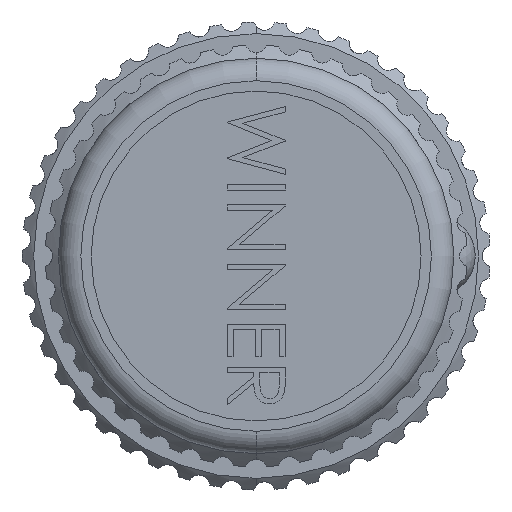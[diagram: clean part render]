
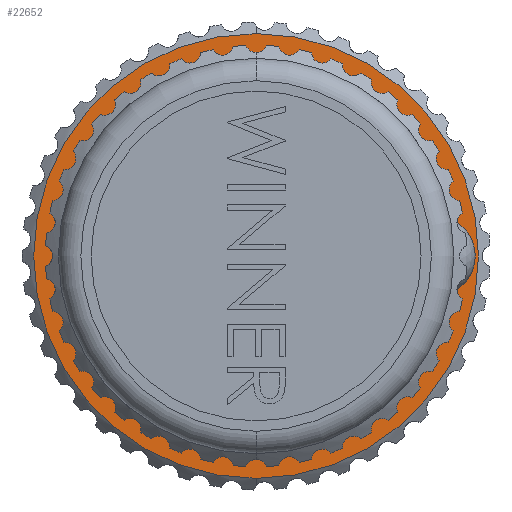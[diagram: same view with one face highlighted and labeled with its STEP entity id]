
A CAD part, left-side view. The second image highlights one B-rep face of the part: STEP entity #22652.
In plain terms, the highlighted planar face has unit normal (-1, 0, 0).
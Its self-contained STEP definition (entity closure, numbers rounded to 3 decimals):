
#847 = CARTESIAN_POINT ( 'NONE',  ( -7.9, -3.071, -3.319 ) ) ;
#928 = VERTEX_POINT ( 'NONE', #17056 ) ;
#1363 = CARTESIAN_POINT ( 'NONE',  ( -7.9, -0.54, -4.66 ) ) ;
#2161 = CIRCLE ( 'NONE', #26428, 4.7 ) ;
#2811 = CARTESIAN_POINT ( 'NONE',  ( -7.9, 1.058, 4.09 ) ) ;
#3105 = CARTESIAN_POINT ( 'NONE',  ( -7.9, -0.061, 4.185 ) ) ;
#3115 = ORIENTED_EDGE ( 'NONE', *, *, #6608, .T. ) ;
#3451 = CARTESIAN_POINT ( 'NONE',  ( -7.9, 2.557, 3.502 ) ) ;
#3549 = CARTESIAN_POINT ( 'NONE',  ( -7.9, 2.274, 3.67 ) ) ;
#3634 = VERTEX_POINT ( 'NONE', #5671 ) ;
#3648 = ORIENTED_EDGE ( 'NONE', *, *, #15220, .T. ) ;
#4530 = EDGE_LOOP ( 'NONE', ( #29716, #3115, #4946, #3648 ) ) ;
#4685 = CIRCLE ( 'NONE', #27385, 15.3 ) ;
#4946 = ORIENTED_EDGE ( 'NONE', *, *, #13356, .T. ) ;
#5026 = CARTESIAN_POINT ( 'NONE',  ( -7.9, -2.332, -3.939 ) ) ;
#5132 = CARTESIAN_POINT ( 'NONE',  ( -7.9, -3.245, 2.617 ) ) ;
#5230 = CARTESIAN_POINT ( 'NONE',  ( -7.9, -4.056, 1.152 ) ) ;
#5671 = CARTESIAN_POINT ( 'NONE',  ( -7.9, -0.216, -4.695 ) ) ;
#5720 = PLANE ( 'NONE',  #28713 ) ;
#5814 = DIRECTION ( 'NONE',  ( -1., 0., 0. ) ) ;
#5886 = CARTESIAN_POINT ( 'NONE',  ( -7.9, 1.058, 4.09 ) ) ;
#5983 = AXIS2_PLACEMENT_3D ( 'NONE', #24898, #11067, #29557 ) ;
#5987 = CARTESIAN_POINT ( 'NONE',  ( -7.9, 4.489, -1.295 ) ) ;
#6567 = CARTESIAN_POINT ( 'NONE',  ( -7.9, 0., 0. ) ) ;
#6608 = EDGE_CURVE ( 'NONE', #20218, #19652, #15038, .T. ) ;
#7357 = CARTESIAN_POINT ( 'NONE',  ( -7.9, -1.767, -4.262 ) ) ;
#7833 = ORIENTED_EDGE ( 'NONE', *, *, #12114, .T. ) ;
#7852 = CARTESIAN_POINT ( 'NONE',  ( -7.9, 0.499, 4.175 ) ) ;
#8140 = CARTESIAN_POINT ( 'NONE',  ( -7.9, 0., -5.05 ) ) ;
#8365 = EDGE_CURVE ( 'NONE', #928, #12846, #4685, .T. ) ;
#9501 = CARTESIAN_POINT ( 'NONE',  ( -7.9, -4.132, 0.881 ) ) ;
#9797 = CARTESIAN_POINT ( 'NONE',  ( -7.9, -1.693, 3.8 ) ) ;
#9895 = CARTESIAN_POINT ( 'NONE',  ( -7.9, -0.343, 4.165 ) ) ;
#9984 = CARTESIAN_POINT ( 'NONE',  ( -7.9, -4.161, -1.357 ) ) ;
#10351 = CARTESIAN_POINT ( 'NONE',  ( -7.9, 4.603, -0.329 ) ) ;
#10452 = CARTESIAN_POINT ( 'NONE',  ( -7.9, 4.293, -1.913 ) ) ;
#10551 = CARTESIAN_POINT ( 'NONE',  ( -7.9, 4.569, 0.316 ) ) ;
#10589 = DIRECTION ( 'NONE',  ( -1., 0., 0. ) ) ;
#11067 = DIRECTION ( 'NONE',  ( -1., 0., 0. ) ) ;
#11135 = DIRECTION ( 'NONE',  ( 0., 0., -1. ) ) ;
#11503 = ORIENTED_EDGE ( 'NONE', *, *, #8365, .T. ) ;
#11943 = CARTESIAN_POINT ( 'NONE',  ( -7.9, 4.293, -1.913 ) ) ;
#12023 = CARTESIAN_POINT ( 'NONE',  ( -7.9, -1.947, 3.675 ) ) ;
#12114 = EDGE_CURVE ( 'NONE', #12846, #928, #20317, .T. ) ;
#12164 = CARTESIAN_POINT ( 'NONE',  ( -7.9, 0., 15.3 ) ) ;
#12590 = CARTESIAN_POINT ( 'NONE',  ( -7.9, 1.058, 4.09 ) ) ;
#12700 = CARTESIAN_POINT ( 'NONE',  ( -7.9, 0., 0. ) ) ;
#12770 = CARTESIAN_POINT ( 'NONE',  ( -7.9, 4.078, 1.851 ) ) ;
#12846 = VERTEX_POINT ( 'NONE', #12164 ) ;
#12874 = CARTESIAN_POINT ( 'NONE',  ( -7.9, 3.628, 2.524 ) ) ;
#13356 = EDGE_CURVE ( 'NONE', #19652, #20645, #22929, .T. ) ;
#14134 = CARTESIAN_POINT ( 'NONE',  ( -7.9, -4.271, 0.249 ) ) ;
#14434 = CARTESIAN_POINT ( 'NONE',  ( -7.9, -3.958, 1.418 ) ) ;
#14535 = CARTESIAN_POINT ( 'NONE',  ( -7.9, -1.167, 3.998 ) ) ;
#15038 = B_SPLINE_CURVE_WITH_KNOTS ( 'NONE', 3,
 ( #10452, #19926, #5987, #19830, #10351, #10551, #26623, #22140, #17321, #21838, #12770, #19616, #28849, #12874, #28947, #26521, #3451, #3549, #22246, #19733, #5886 ),
 .UNSPECIFIED., .F., .F.,
 ( 4, 2, 2, 2, 2, 1, 2, 2, 2, 2, 4 ),
 ( 0., 0.001, 0.002, 0.003, 0.003, 0.004, 0.004, 0.005, 0.006, 0.007, 0.008 ),
 .UNSPECIFIED. ) ;
#15117 = CARTESIAN_POINT ( 'NONE',  ( -7.9, -0.86, -4.591 ) ) ;
#15220 = EDGE_CURVE ( 'NONE', #20645, #3634, #23189, .T. ) ;
#15255 = FACE_OUTER_BOUND ( 'NONE', #25657, .T. ) ;
#16462 = CARTESIAN_POINT ( 'NONE',  ( -7.9, -4.297, -0.395 ) ) ;
#16955 = CARTESIAN_POINT ( 'NONE',  ( -7.9, -3.818, -2.267 ) ) ;
#16973 = CARTESIAN_POINT ( 'NONE',  ( -7.9, 0.78, 4.143 ) ) ;
#17056 = CARTESIAN_POINT ( 'NONE',  ( -7.9, 0., -15.3 ) ) ;
#17321 = CARTESIAN_POINT ( 'NONE',  ( -7.9, 4.335, 1.257 ) ) ;
#17354 = DIRECTION ( 'NONE',  ( 0., 0., 1. ) ) ;
#17950 = CARTESIAN_POINT ( 'NONE',  ( -7.9, -4.132, 0.881 ) ) ;
#18670 = CARTESIAN_POINT ( 'NONE',  ( -7.9, -4.221, 0.567 ) ) ;
#18862 = CARTESIAN_POINT ( 'NONE',  ( -7.9, -2.594, -3.75 ) ) ;
#18978 = CARTESIAN_POINT ( 'NONE',  ( -7.9, -2.643, 3.213 ) ) ;
#19086 = CARTESIAN_POINT ( 'NONE',  ( -7.9, -3.057, 2.829 ) ) ;
#19616 = CARTESIAN_POINT ( 'NONE',  ( -7.9, 3.911, 2.127 ) ) ;
#19652 = VERTEX_POINT ( 'NONE', #12590 ) ;
#19733 = CARTESIAN_POINT ( 'NONE',  ( -7.9, 1.379, 4.03 ) ) ;
#19830 = CARTESIAN_POINT ( 'NONE',  ( -7.9, 4.587, -0.658 ) ) ;
#19926 = CARTESIAN_POINT ( 'NONE',  ( -7.9, 4.408, -1.607 ) ) ;
#20218 = VERTEX_POINT ( 'NONE', #11943 ) ;
#20290 = FACE_BOUND ( 'NONE', #4530, .T. ) ;
#20317 = CIRCLE ( 'NONE', #5983, 15.3 ) ;
#20496 = DIRECTION ( 'NONE',  ( -1., 0., 0. ) ) ;
#20645 = VERTEX_POINT ( 'NONE', #17950 ) ;
#21085 = CARTESIAN_POINT ( 'NONE',  ( -7.9, -4.275, -0.723 ) ) ;
#21291 = CARTESIAN_POINT ( 'NONE',  ( -7.9, -3.718, 1.922 ) ) ;
#21570 = CARTESIAN_POINT ( 'NONE',  ( -7.9, -3.289, -3.074 ) ) ;
#21838 = CARTESIAN_POINT ( 'NONE',  ( -7.9, 4.214, 1.559 ) ) ;
#21978 = DIRECTION ( 'NONE',  ( 0., 0., -1. ) ) ;
#22140 = CARTESIAN_POINT ( 'NONE',  ( -7.9, 4.387, 1.102 ) ) ;
#22246 = CARTESIAN_POINT ( 'NONE',  ( -7.9, 1.686, 3.933 ) ) ;
#22652 = ADVANCED_FACE ( 'NONE', ( #15255, #20290 ), #5720, .T. ) ;
#22929 = B_SPLINE_CURVE_WITH_KNOTS ( 'NONE', 3,
 ( #2811, #16973, #7852, #3105, #9895, #23617, #14535, #9797, #12023, #28192, #18978, #19086, #5132, #23729, #21291, #14434, #5230, #28390 ),
 .UNSPECIFIED., .F., .F.,
 ( 4, 2, 2, 2, 2, 2, 2, 2, 4 ),
 ( 0., 0.001, 0.002, 0.003, 0.003, 0.004, 0.005, 0.006, 0.007 ),
 .UNSPECIFIED. ) ;
#23189 = B_SPLINE_CURVE_WITH_KNOTS ( 'NONE', 3,
 ( #9501, #18670, #14134, #16462, #21085, #9984, #23707, #16955, #26155, #21570, #847, #18862, #5026, #7357, #28175, #15117, #1363, #29074 ),
 .UNSPECIFIED., .F., .F.,
 ( 4, 2, 2, 2, 2, 2, 2, 2, 4 ),
 ( 0., 0.001, 0.002, 0.003, 0.004, 0.005, 0.006, 0.007, 0.008 ),
 .UNSPECIFIED. ) ;
#23617 = CARTESIAN_POINT ( 'NONE',  ( -7.9, -0.897, 4.071 ) ) ;
#23707 = CARTESIAN_POINT ( 'NONE',  ( -7.9, -4.069, -1.669 ) ) ;
#23729 = CARTESIAN_POINT ( 'NONE',  ( -7.9, -3.576, 2.162 ) ) ;
#24125 = EDGE_CURVE ( 'NONE', #20218, #3634, #2161, .T. ) ;
#24898 = CARTESIAN_POINT ( 'NONE',  ( -7.9, 0., 0. ) ) ;
#25657 = EDGE_LOOP ( 'NONE', ( #7833, #11503 ) ) ;
#26155 = CARTESIAN_POINT ( 'NONE',  ( -7.9, -3.662, -2.548 ) ) ;
#26428 = AXIS2_PLACEMENT_3D ( 'NONE', #12700, #5814, #17354 ) ;
#26521 = CARTESIAN_POINT ( 'NONE',  ( -7.9, 3.075, 3.114 ) ) ;
#26623 = CARTESIAN_POINT ( 'NONE',  ( -7.9, 4.517, 0.634 ) ) ;
#27385 = AXIS2_PLACEMENT_3D ( 'NONE', #6567, #20496, #11135 ) ;
#28175 = CARTESIAN_POINT ( 'NONE',  ( -7.9, -1.473, -4.392 ) ) ;
#28192 = CARTESIAN_POINT ( 'NONE',  ( -7.9, -2.421, 3.382 ) ) ;
#28390 = CARTESIAN_POINT ( 'NONE',  ( -7.9, -4.132, 0.881 ) ) ;
#28713 = AXIS2_PLACEMENT_3D ( 'NONE', #8140, #10589, #21978 ) ;
#28849 = CARTESIAN_POINT ( 'NONE',  ( -7.9, 3.728, 2.394 ) ) ;
#28947 = CARTESIAN_POINT ( 'NONE',  ( -7.9, 3.311, 2.894 ) ) ;
#29074 = CARTESIAN_POINT ( 'NONE',  ( -7.9, -0.216, -4.695 ) ) ;
#29557 = DIRECTION ( 'NONE',  ( 0., 0., -1. ) ) ;
#29716 = ORIENTED_EDGE ( 'NONE', *, *, #24125, .F. ) ;
